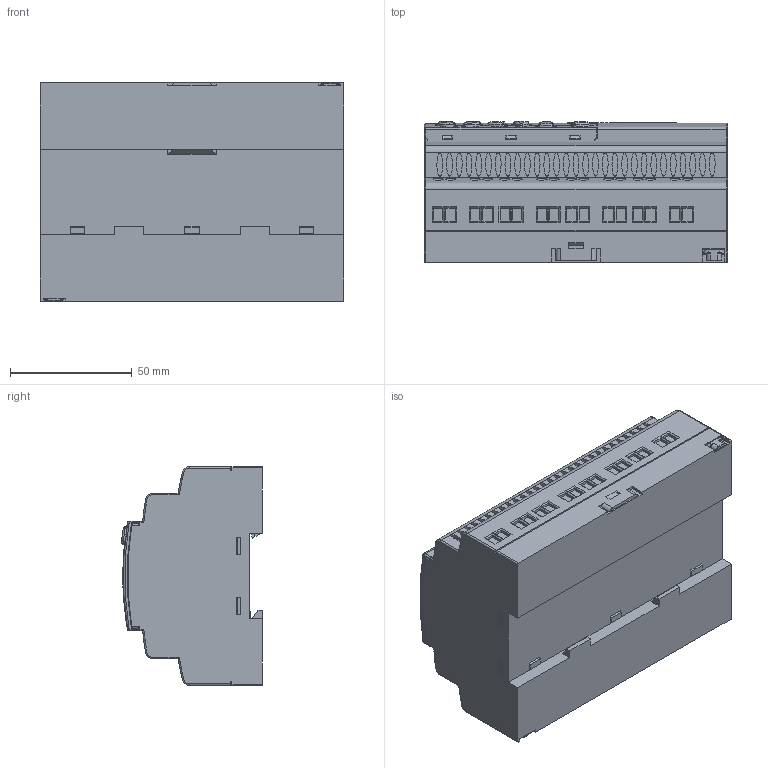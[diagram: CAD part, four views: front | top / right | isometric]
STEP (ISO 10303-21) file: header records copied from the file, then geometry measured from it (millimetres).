
FILE_DESCRIPTION((''),'2;1');
FILE_NAME('_CD20_SW0001','2011-12-08T',('LPADBY2'),('CROUZET-AUTOMATISMES'),'PRO/ENGINEER BY PARAMETRIC TECHNOLOGY CORPORATION, 2009090','PRO/ENGINEER BY PARAMETRIC TECHNOLOGY CORPORATION, 2009090','');
FILE_SCHEMA(('CONFIG_CONTROL_DESIGN'));
Length unit declared in the file: millimetre
Products named in the file (1): _CD20_SW0001
Bounding box: 125 x 57.89 x 90 mm (x, y, z)
Volume: 520823.7 mm3; surface area: 51298.7 mm2
Topology: 1 solids, 1 shells, 1142 faces, 2686 edges, 1694 vertices
Faces by surface type: plane 584, cylinder 270, extrusion 126, bspline 95, torus 30, cone 24, sphere 13
Entity records: 46462 total; most frequent: CARTESIAN_POINT 21612, ORIENTED_EDGE 5370, DIRECTION 4361, EDGE_CURVE 2685, VECTOR 1791, VERTEX_POINT 1694, LINE 1665, EDGE_LOOP 1307
